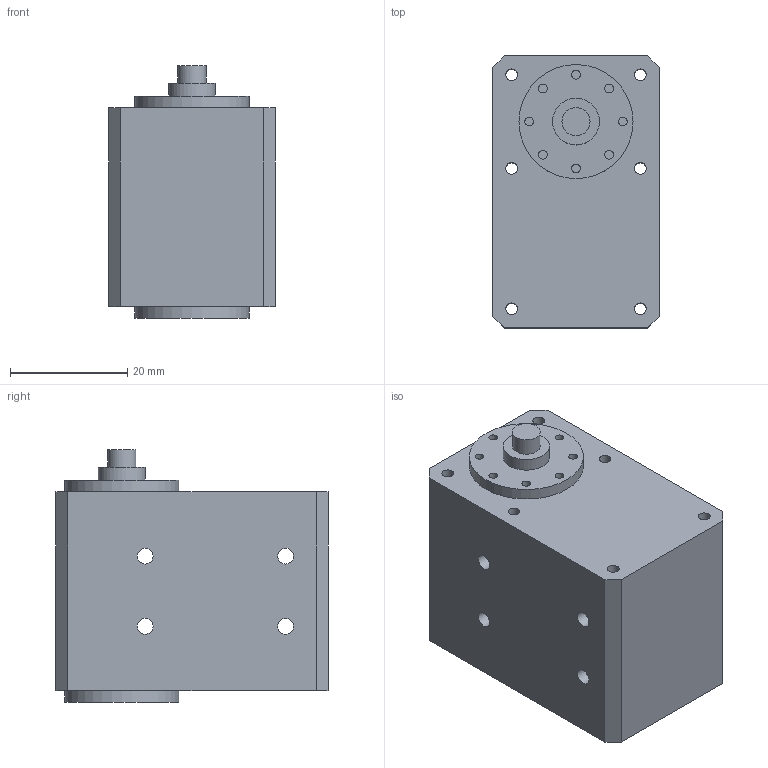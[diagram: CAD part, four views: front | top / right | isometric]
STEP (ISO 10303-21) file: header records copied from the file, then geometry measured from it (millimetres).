
FILE_DESCRIPTION(/* description */ (''),/* implementation_level */ '2;1');
FILE_NAME(/* name */ 'DYNAMIXEL XM430-W350.stp',/* time_stamp */ '2025-03-13T19:50:41+03:00',/* author */ ('Edward_Higgins'),/* organization */ (''),/* preprocessor_version */ 'ST-DEVELOPER v20',/* originating_system */ 'Autodesk Inventor 2025',/* authorisation */ '');
FILE_SCHEMA (('AUTOMOTIVE_DESIGN { 1 0 10303 214 3 1 1 }'));
Length unit declared in the file: millimetre
Products named in the file (1): DYNAMIXEL XM430-W350
Bounding box: 28.5 x 46.5 x 43.2 mm (x, y, z)
Volume: 44824.3 mm3; surface area: 10161.5 mm2
Topology: 1 solids, 1 shells, 44 faces, 90 edges, 60 vertices
Faces by surface type: cylinder 22, plane 22
Full cylindrical faces by diameter (mm): 1.5 x8, 2 x6, 2.7 x4, 4.809 x1, 8 x1, 19.5 x2
Entity records: 1286 total; most frequent: DIRECTION 224, CARTESIAN_POINT 195, ORIENTED_EDGE 180, EDGE_CURVE 90, AXIS2_PLACEMENT_3D 89, EDGE_LOOP 76, VERTEX_POINT 60, LINE 46
